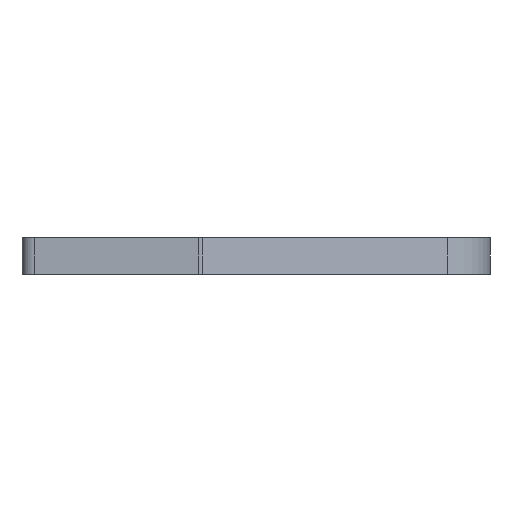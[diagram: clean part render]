
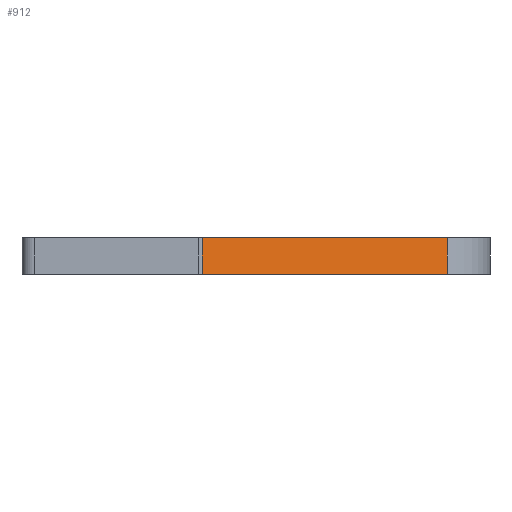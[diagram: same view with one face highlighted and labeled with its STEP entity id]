
A CAD part, front view. The second image highlights one B-rep face of the part: STEP entity #912.
In plain terms, the highlighted planar face has unit normal (0.302, -0.953, 0).
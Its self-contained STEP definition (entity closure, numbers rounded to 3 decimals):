
#84=FACE_OUTER_BOUND('',#132,.T.);
#132=EDGE_LOOP('',(#677,#678,#679,#680));
#212=LINE('',#1384,#318);
#213=LINE('',#1387,#319);
#214=LINE('',#1389,#320);
#215=LINE('',#1390,#321);
#318=VECTOR('',#1130,6.);
#319=VECTOR('',#1133,41.723);
#320=VECTOR('',#1134,41.723);
#321=VECTOR('',#1135,6.);
#420=VERTEX_POINT('',#1378);
#422=VERTEX_POINT('',#1382);
#423=VERTEX_POINT('',#1386);
#424=VERTEX_POINT('',#1388);
#528=EDGE_CURVE('',#420,#422,#212,.T.);
#529=EDGE_CURVE('',#420,#423,#213,.T.);
#530=EDGE_CURVE('',#424,#422,#214,.T.);
#531=EDGE_CURVE('',#423,#424,#215,.T.);
#677=ORIENTED_EDGE('',*,*,#529,.F.);
#678=ORIENTED_EDGE('',*,*,#528,.T.);
#679=ORIENTED_EDGE('',*,*,#530,.F.);
#680=ORIENTED_EDGE('',*,*,#531,.F.);
#870=PLANE('',#976);
#912=ADVANCED_FACE('',(#84),#870,.T.);
#976=AXIS2_PLACEMENT_3D('',#1385,#1131,#1132);
#1130=DIRECTION('',(0.,0.,1.));
#1131=DIRECTION('center_axis',(0.302,-0.953,0.));
#1132=DIRECTION('ref_axis',(0.953,0.302,0.));
#1133=DIRECTION('',(-0.953,-0.302,0.));
#1134=DIRECTION('',(0.953,0.302,0.));
#1135=DIRECTION('',(0.,0.,1.));
#1378=CARTESIAN_POINT('',(44.017,-72.118,0.));
#1382=CARTESIAN_POINT('',(44.017,-72.118,6.));
#1384=CARTESIAN_POINT('',(44.017,-72.118,0.));
#1385=CARTESIAN_POINT('Origin',(4.238,-84.707,0.));
#1386=CARTESIAN_POINT('',(4.238,-84.707,0.));
#1387=CARTESIAN_POINT('',(44.017,-72.118,0.));
#1388=CARTESIAN_POINT('',(4.238,-84.707,6.));
#1389=CARTESIAN_POINT('',(44.017,-72.118,6.));
#1390=CARTESIAN_POINT('',(4.238,-84.707,0.));
